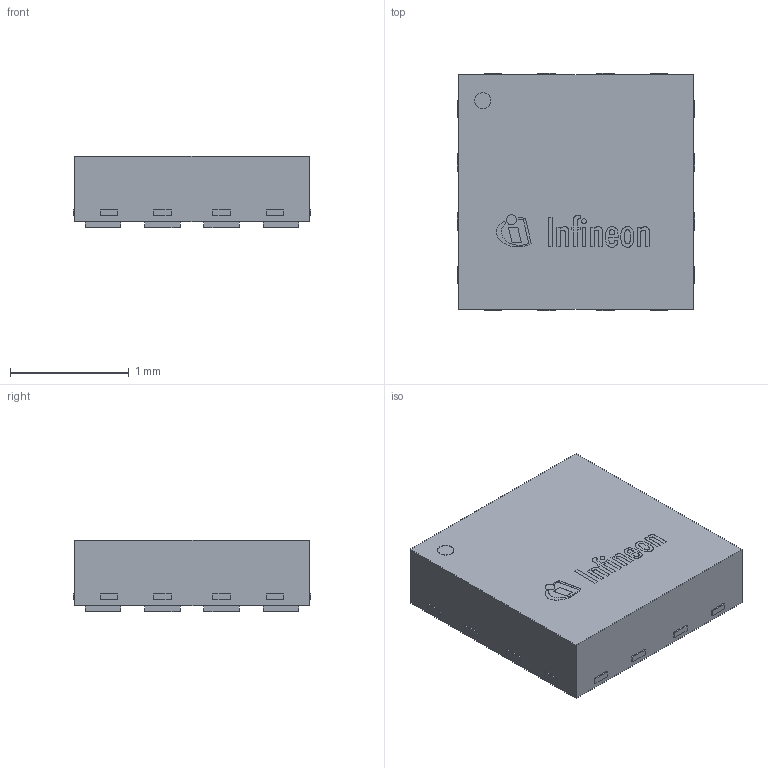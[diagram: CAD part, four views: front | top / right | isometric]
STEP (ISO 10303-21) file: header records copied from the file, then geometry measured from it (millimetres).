
FILE_DESCRIPTION(/* description */ (''),/* implementation_level */ '2;1');
FILE_NAME(/* name */ 'PG-TSNP-12-5_Z8B00223369_V01_3D.stp',/* time_stamp */ '2022-09-19T21:56:43+05:00',/* author */ ('janartha'),/* organization */ (''),/* preprocessor_version */ 'ST-DEVELOPER v16.13',/* originating_system */ 'AutoCAD Mechanical',/* authorisation */ '');
FILE_SCHEMA (('AUTOMOTIVE_DESIGN { 1 0 10303 214 3 1 1 }'));
Length unit declared in the file: millimetre
Products named in the file (1): Product
Bounding box: 2 x 2 x 0.6 mm (x, y, z)
Volume: 2.2 mm3; surface area: 15.6 mm2
Topology: 42 solids, 42 shells, 292 faces, 621 edges, 414 vertices
Faces by surface type: plane 268, bspline 18, cylinder 6
Full cylindrical faces by diameter (mm): 0.041 x1, 0.084 x1, 0.137 x2
Entity records: 7882 total; most frequent: CARTESIAN_POINT 1694, ORIENTED_EDGE 1234, DIRECTION 1143, EDGE_CURVE 617, LINE 569, VECTOR 569, VERTEX_POINT 414, EDGE_LOOP 301
